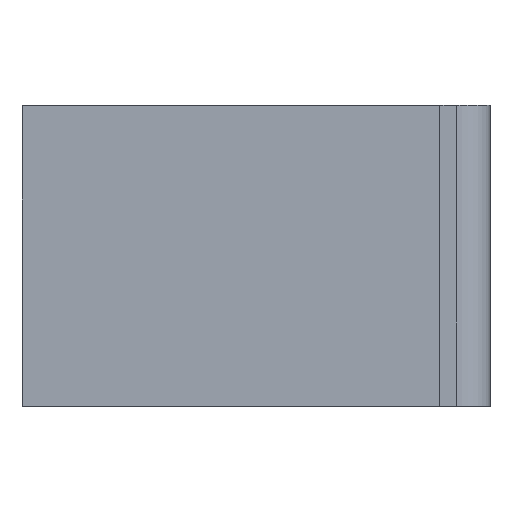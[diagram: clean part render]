
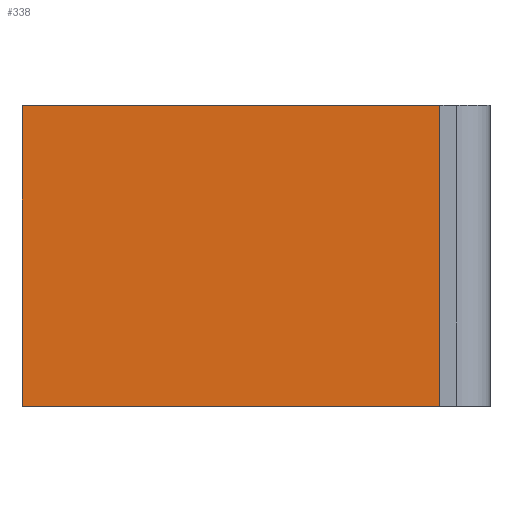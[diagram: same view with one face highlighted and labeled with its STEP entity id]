
A CAD part, top view. The second image highlights one B-rep face of the part: STEP entity #338.
In plain terms, the highlighted planar face has unit normal (0, 0, 1).
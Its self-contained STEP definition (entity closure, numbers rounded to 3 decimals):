
#32=PLANE('',#382);
#54=FACE_OUTER_BOUND('',#76,.T.);
#76=EDGE_LOOP('',(#309,#310,#311,#312));
#112=LINE('',#554,#148);
#113=LINE('',#558,#149);
#117=LINE('',#565,#153);
#119=LINE('',#568,#155);
#148=VECTOR('',#462,10.);
#149=VECTOR('',#465,10.);
#153=VECTOR('',#471,10.);
#155=VECTOR('',#475,10.);
#175=VERTEX_POINT('',#543);
#176=VERTEX_POINT('',#547);
#177=VERTEX_POINT('',#556);
#178=VERTEX_POINT('',#557);
#216=EDGE_CURVE('',#176,#175,#112,.T.);
#217=EDGE_CURVE('',#177,#178,#113,.T.);
#221=EDGE_CURVE('',#178,#176,#117,.T.);
#223=EDGE_CURVE('',#175,#177,#119,.T.);
#309=ORIENTED_EDGE('',*,*,#217,.F.);
#310=ORIENTED_EDGE('',*,*,#223,.F.);
#311=ORIENTED_EDGE('',*,*,#216,.F.);
#312=ORIENTED_EDGE('',*,*,#221,.F.);
#338=ADVANCED_FACE('',(#54),#32,.T.);
#382=AXIS2_PLACEMENT_3D('',#571,#479,#480);
#462=DIRECTION('',(0.,-1.,0.));
#465=DIRECTION('',(0.,1.,0.));
#471=DIRECTION('',(1.,0.,0.));
#475=DIRECTION('',(-1.,0.,0.));
#479=DIRECTION('center_axis',(0.,0.,1.));
#480=DIRECTION('ref_axis',(1.,0.,0.));
#543=CARTESIAN_POINT('',(13.,0.,0.5));
#547=CARTESIAN_POINT('',(13.,9.,0.5));
#554=CARTESIAN_POINT('',(13.,0.,0.5));
#556=CARTESIAN_POINT('',(0.,0.,0.5));
#557=CARTESIAN_POINT('',(0.,9.,0.5));
#558=CARTESIAN_POINT('',(0.,9.,0.5));
#565=CARTESIAN_POINT('',(13.,9.,0.5));
#568=CARTESIAN_POINT('',(0.,0.,0.5));
#571=CARTESIAN_POINT('Origin',(6.5,4.5,0.5));
